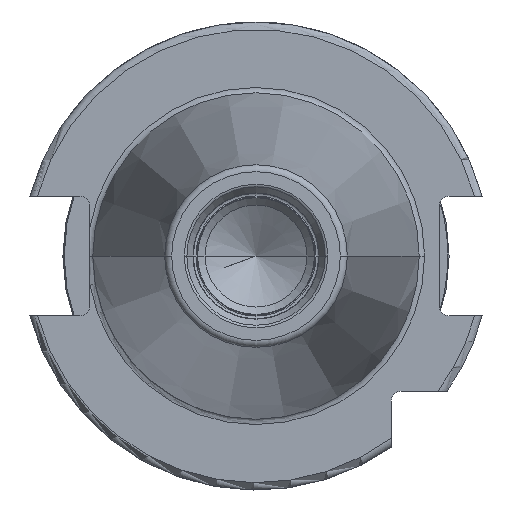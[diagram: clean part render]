
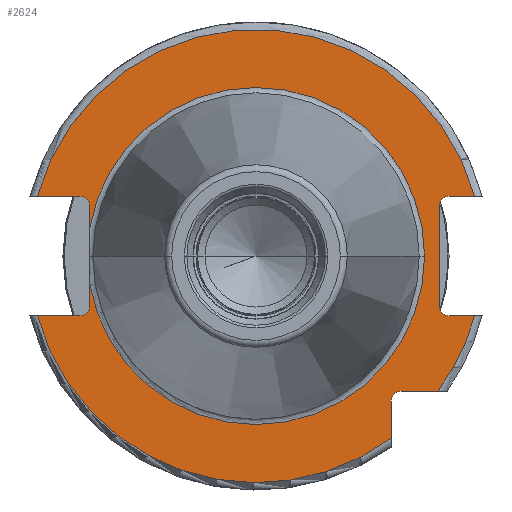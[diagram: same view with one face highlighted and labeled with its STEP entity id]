
A CAD part, left-side view. The second image highlights one B-rep face of the part: STEP entity #2624.
In plain terms, the highlighted planar face has unit normal (-1, 0, 0).
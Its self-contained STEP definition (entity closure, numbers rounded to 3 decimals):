
#105=CARTESIAN_POINT('',(3.2,22.55,-3.842));
#117=CARTESIAN_POINT('',(3.2,0.,0.));
#118=DIRECTION('',(-1.,0.,0.));
#119=DIRECTION('',(0.,0.986,-0.168));
#120=AXIS2_PLACEMENT_3D('',#117,#118,#119);
#147=CARTESIAN_POINT('',(3.2,23.9,-6.75));
#148=DIRECTION('',(1.,0.,0.));
#149=DIRECTION('',(0.,-1.,0.));
#150=AXIS2_PLACEMENT_3D('',#147,#148,#149);
#212=CARTESIAN_POINT('',(3.2,-26.2,6.75));
#213=DIRECTION('',(1.,0.,0.));
#214=DIRECTION('',(0.,1.,0.));
#215=AXIS2_PLACEMENT_3D('',#212,#213,#214);
#608=CARTESIAN_POINT('',(3.2,-26.2,-6.75));
#609=DIRECTION('',(1.,0.,0.));
#610=DIRECTION('',(0.,0.,-1.));
#611=AXIS2_PLACEMENT_3D('',#608,#609,#610);
#675=DIRECTION('',(0.,0.,-1.));
#676=VECTOR('',#675,2.908);
#677=CARTESIAN_POINT('',(3.2,22.55,6.75));
#678=LINE('',#677,#676);
#679=DIRECTION('',(0.,-1.,0.));
#680=VECTOR('',#679,5.777);
#681=CARTESIAN_POINT('',(3.2,29.677,8.1));
#682=LINE('',#681,#680);
#683=CARTESIAN_POINT('',(3.2,0.,0.));
#684=DIRECTION('',(1.,0.,0.));
#685=DIRECTION('',(0.,0.965,0.263));
#686=AXIS2_PLACEMENT_3D('',#683,#684,#685);
#688=DIRECTION('',(0.,1.,0.));
#689=VECTOR('',#688,3.477);
#690=CARTESIAN_POINT('',(3.2,-29.677,8.1));
#691=LINE('',#690,#689);
#692=DIRECTION('',(0.,0.,1.));
#693=VECTOR('',#692,13.5);
#694=CARTESIAN_POINT('',(3.2,-24.85,-6.75));
#695=LINE('',#694,#693);
#696=DIRECTION('',(0.,1.,0.));
#697=VECTOR('',#696,3.477);
#698=CARTESIAN_POINT('',(3.2,-29.677,-8.1));
#699=LINE('',#698,#697);
#700=CARTESIAN_POINT('',(3.2,0.,0.));
#701=DIRECTION('',(-1.,0.,0.));
#702=DIRECTION('',(0.,-0.803,-0.597));
#703=AXIS2_PLACEMENT_3D('',#700,#701,#702);
#705=DIRECTION('',(0.,-1.,0.));
#706=VECTOR('',#705,4.99);
#707=CARTESIAN_POINT('',(3.2,-19.7,-18.35));
#708=LINE('',#707,#706);
#709=DIRECTION('',(0.,0.,1.));
#710=VECTOR('',#709,4.99);
#711=CARTESIAN_POINT('',(3.2,-18.35,-24.69));
#712=LINE('',#711,#710);
#713=CARTESIAN_POINT('',(3.2,0.,0.));
#714=DIRECTION('',(-1.,0.,0.));
#715=DIRECTION('',(0.,0.965,-0.263));
#716=AXIS2_PLACEMENT_3D('',#713,#714,#715);
#718=DIRECTION('',(0.,-1.,0.));
#719=VECTOR('',#718,5.777);
#720=CARTESIAN_POINT('',(3.2,29.677,-8.1));
#721=LINE('',#720,#719);
#722=DIRECTION('',(0.,0.,-1.));
#723=VECTOR('',#722,2.908);
#724=CARTESIAN_POINT('',(3.2,22.55,-3.842));
#725=LINE('',#724,#723);
#735=CARTESIAN_POINT('',(3.2,23.9,6.75));
#736=DIRECTION('',(1.,0.,0.));
#737=DIRECTION('',(0.,0.,1.));
#738=AXIS2_PLACEMENT_3D('',#735,#736,#737);
#749=CARTESIAN_POINT('',(3.2,29.677,8.1));
#756=CARTESIAN_POINT('',(3.2,-29.677,8.1));
#1176=CARTESIAN_POINT('',(3.2,29.677,-8.1));
#1212=CARTESIAN_POINT('',(3.2,-29.677,-8.1));
#1239=CARTESIAN_POINT('',(3.2,-19.7,-19.7));
#1240=DIRECTION('',(1.,0.,0.));
#1241=DIRECTION('',(0.,1.,0.));
#1242=AXIS2_PLACEMENT_3D('',#1239,#1240,#1241);
#1310=CARTESIAN_POINT('',(3.2,22.55,3.842));
#1321=CARTESIAN_POINT('',(3.2,0.,0.));
#1322=DIRECTION('',(1.,0.,0.));
#1323=DIRECTION('',(0.,0.986,0.168));
#1324=AXIS2_PLACEMENT_3D('',#1321,#1322,#1323);
#1544=CARTESIAN_POINT('',(3.2,-22.875,0.));
#1546=VERTEX_POINT('',#1544);
#1686=VERTEX_POINT('',#1310);
#1688=VERTEX_POINT('',#105);
#1691=VERTEX_POINT('',#749);
#1692=VERTEX_POINT('',#756);
#1695=VERTEX_POINT('',#1176);
#1696=VERTEX_POINT('',#1212);
#1711=CARTESIAN_POINT('',(3.2,-18.35,-24.69));
#1712=VERTEX_POINT('',#1711);
#1713=CARTESIAN_POINT('',(3.2,23.9,8.1));
#1714=VERTEX_POINT('',#1713);
#1715=CARTESIAN_POINT('',(3.2,22.55,6.75));
#1716=VERTEX_POINT('',#1715);
#1717=CARTESIAN_POINT('',(3.2,22.55,-6.75));
#1718=VERTEX_POINT('',#1717);
#1719=CARTESIAN_POINT('',(3.2,23.9,-8.1));
#1720=VERTEX_POINT('',#1719);
#1721=CARTESIAN_POINT('',(3.2,-26.2,-8.1));
#1722=VERTEX_POINT('',#1721);
#1723=CARTESIAN_POINT('',(3.2,-24.85,-6.75));
#1724=CARTESIAN_POINT('',(3.2,-24.85,6.75));
#1725=VERTEX_POINT('',#1723);
#1726=VERTEX_POINT('',#1724);
#1727=CARTESIAN_POINT('',(3.2,-26.2,8.1));
#1728=VERTEX_POINT('',#1727);
#1729=CARTESIAN_POINT('',(3.2,-19.7,-18.35));
#1730=CARTESIAN_POINT('',(3.2,-24.69,-18.35));
#1731=VERTEX_POINT('',#1729);
#1732=VERTEX_POINT('',#1730);
#1733=CARTESIAN_POINT('',(3.2,-18.35,-19.7));
#1734=VERTEX_POINT('',#1733);
#2590=CARTESIAN_POINT('',(3.2,0.,0.));
#2591=DIRECTION('',(1.,0.,0.));
#2592=DIRECTION('',(0.,-1.,0.));
#2593=AXIS2_PLACEMENT_3D('',#2590,#2591,#2592);
#2594=PLANE('',#2593);
#2595=ORIENTED_EDGE('',*,*,#2000,.F.);
#2597=ORIENTED_EDGE('',*,*,#2596,.F.);
#2598=ORIENTED_EDGE('',*,*,#2106,.F.);
#2600=ORIENTED_EDGE('',*,*,#2599,.T.);
#2601=ORIENTED_EDGE('',*,*,#2135,.T.);
#2602=ORIENTED_EDGE('',*,*,#2169,.F.);
#2603=ORIENTED_EDGE('',*,*,#2201,.F.);
#2604=ORIENTED_EDGE('',*,*,#2488,.F.);
#2605=ORIENTED_EDGE('',*,*,#2522,.F.);
#2607=ORIENTED_EDGE('',*,*,#2606,.F.);
#2609=ORIENTED_EDGE('',*,*,#2608,.F.);
#2611=ORIENTED_EDGE('',*,*,#2610,.F.);
#2613=ORIENTED_EDGE('',*,*,#2612,.F.);
#2615=ORIENTED_EDGE('',*,*,#2614,.F.);
#2616=ORIENTED_EDGE('',*,*,#2564,.T.);
#2617=ORIENTED_EDGE('',*,*,#2018,.F.);
#2618=ORIENTED_EDGE('',*,*,#2005,.F.);
#2619=ORIENTED_EDGE('',*,*,#1964,.T.);
#2621=ORIENTED_EDGE('',*,*,#2620,.F.);
#2622=EDGE_LOOP('',(#2595,#2597,#2598,#2600,#2601,#2602,#2603,#2604,#2605,#2607,
#2609,#2611,#2613,#2615,#2616,#2617,#2618,#2619,#2621));
#2623=FACE_OUTER_BOUND('',#2622,.F.);
#2624=ADVANCED_FACE('',(#2623),#2594,.F.);
#121=CIRCLE('',#120,22.875);
#151=CIRCLE('',#150,1.35);
#216=CIRCLE('',#215,1.35);
#612=CIRCLE('',#611,1.35);
#687=CIRCLE('',#686,30.763);
#704=CIRCLE('',#703,30.763);
#717=CIRCLE('',#716,30.763);
#739=CIRCLE('',#738,1.35);
#1243=CIRCLE('',#1242,1.35);
#1325=CIRCLE('',#1324,22.875);
#1964=EDGE_CURVE('',#1688,#1546,#121,.T.);
#2000=EDGE_CURVE('',#1716,#1686,#678,.T.);
#2005=EDGE_CURVE('',#1688,#1718,#725,.T.);
#2018=EDGE_CURVE('',#1718,#1720,#151,.T.);
#2106=EDGE_CURVE('',#1691,#1714,#682,.T.);
#2135=EDGE_CURVE('',#1692,#1728,#691,.T.);
#2169=EDGE_CURVE('',#1726,#1728,#216,.T.);
#2201=EDGE_CURVE('',#1725,#1726,#695,.T.);
#2488=EDGE_CURVE('',#1722,#1725,#612,.T.);
#2522=EDGE_CURVE('',#1696,#1722,#699,.T.);
#2564=EDGE_CURVE('',#1695,#1720,#721,.T.);
#2596=EDGE_CURVE('',#1714,#1716,#739,.T.);
#2599=EDGE_CURVE('',#1691,#1692,#687,.T.);
#2606=EDGE_CURVE('',#1732,#1696,#704,.T.);
#2608=EDGE_CURVE('',#1731,#1732,#708,.T.);
#2610=EDGE_CURVE('',#1734,#1731,#1243,.T.);
#2612=EDGE_CURVE('',#1712,#1734,#712,.T.);
#2614=EDGE_CURVE('',#1695,#1712,#717,.T.);
#2620=EDGE_CURVE('',#1686,#1546,#1325,.T.);
